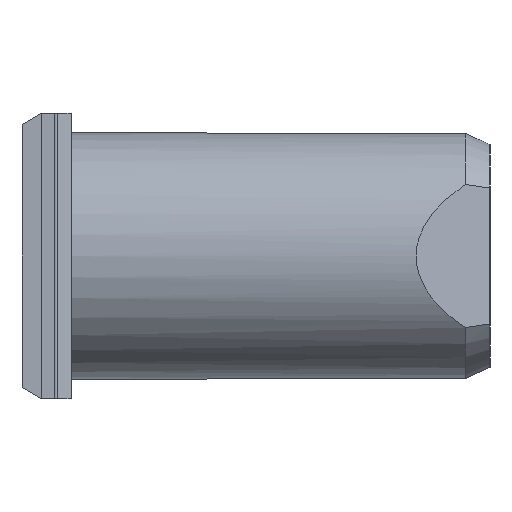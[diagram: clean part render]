
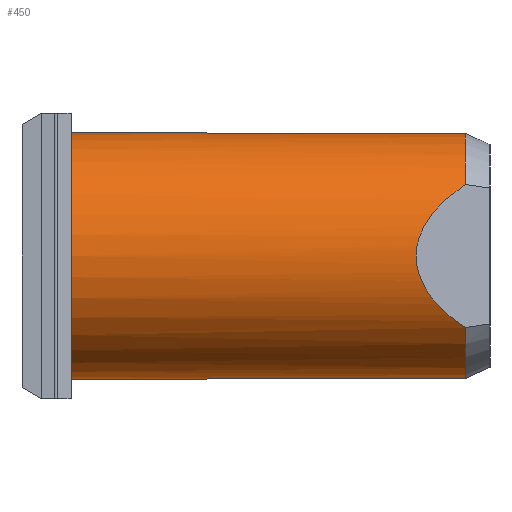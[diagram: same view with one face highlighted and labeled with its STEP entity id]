
A CAD part, left-side view. The second image highlights one B-rep face of the part: STEP entity #450.
In plain terms, the highlighted cylindrical face has radius 2.5 mm (diameter 5 mm), a full revolution.
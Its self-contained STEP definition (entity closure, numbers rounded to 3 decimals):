
#98=B_SPLINE_CURVE_WITH_KNOTS('',3,(#5132,#5133,#5134,#5135),.UNSPECIFIED.,
 .F.,.F.,(4,4),(0.,1.),.UNSPECIFIED.);
#99=B_SPLINE_CURVE_WITH_KNOTS('',3,(#5137,#5138,#5139,#5140),.UNSPECIFIED.,
 .F.,.F.,(4,4),(0.,1.),.UNSPECIFIED.);
#103=B_SPLINE_CURVE_WITH_KNOTS('',3,(#5169,#5170,#5171,#5172),.UNSPECIFIED.,
 .F.,.F.,(4,4),(0.,1.),.UNSPECIFIED.);
#104=B_SPLINE_CURVE_WITH_KNOTS('',3,(#5174,#5175,#5176,#5177),.UNSPECIFIED.,
 .F.,.F.,(4,4),(0.,1.),.UNSPECIFIED.);
#179=CYLINDRICAL_SURFACE('',#3630,2.5);
#288=FACE_BOUND('',#922,.T.);
#289=FACE_BOUND('',#923,.T.);
#450=ADVANCED_FACE('',(#288,#289),#179,.T.);
#922=EDGE_LOOP('',(#1475));
#923=EDGE_LOOP('',(#1476,#1477,#1478,#1479,#1480,#1481));
#1188=CIRCLE('',#3625,2.5);
#1189=CIRCLE('',#3627,2.5);
#1190=CIRCLE('',#3629,2.5);
#1475=ORIENTED_EDGE('',*,*,#2710,.T.);
#1476=ORIENTED_EDGE('',*,*,#2704,.F.);
#1477=ORIENTED_EDGE('',*,*,#2703,.F.);
#1478=ORIENTED_EDGE('',*,*,#2707,.F.);
#1479=ORIENTED_EDGE('',*,*,#2711,.F.);
#1480=ORIENTED_EDGE('',*,*,#2712,.F.);
#1481=ORIENTED_EDGE('',*,*,#2708,.T.);
#2351=VERTEX_POINT('',#5131);
#2352=VERTEX_POINT('',#5136);
#2353=VERTEX_POINT('',#5141);
#2354=VERTEX_POINT('',#5155);
#2355=VERTEX_POINT('',#5159);
#2356=VERTEX_POINT('',#5168);
#2357=VERTEX_POINT('',#5173);
#2703=EDGE_CURVE('',#2351,#2352,#98,.T.);
#2704=EDGE_CURVE('',#2352,#2353,#99,.T.);
#2707=EDGE_CURVE('',#2354,#2351,#1188,.T.);
#2708=EDGE_CURVE('',#2355,#2353,#1189,.T.);
#2710=EDGE_CURVE('',#2356,#2356,#1190,.T.);
#2711=EDGE_CURVE('',#2357,#2354,#103,.T.);
#2712=EDGE_CURVE('',#2355,#2357,#104,.T.);
#3625=AXIS2_PLACEMENT_3D('',#5156,#4132,#4133);
#3627=AXIS2_PLACEMENT_3D('',#5158,#4136,#4137);
#3629=AXIS2_PLACEMENT_3D('',#5167,#4140,#4141);
#3630=AXIS2_PLACEMENT_3D('',#5178,#4142,#4143);
#4132=DIRECTION('',(0.,-1.,0.));
#4133=DIRECTION('',(-0.813,0.,-0.582));
#4136=DIRECTION('',(0.,1.,0.));
#4137=DIRECTION('',(-0.813,0.,0.582));
#4140=DIRECTION('',(0.,-1.,0.));
#4141=DIRECTION('',(-1.,0.,0.));
#4142=DIRECTION('',(0.,-1.,0.));
#4143=DIRECTION('',(-1.,0.,0.));
#5131=CARTESIAN_POINT('',(-20.516,-8.,25.546));
#5132=CARTESIAN_POINT('',(-20.516,-8.,25.546));
#5133=CARTESIAN_POINT('',(-20.21,-7.342,25.975));
#5134=CARTESIAN_POINT('',(-20.05,-7.,26.497));
#5135=CARTESIAN_POINT('',(-20.05,-7.,27.));
#5136=CARTESIAN_POINT('',(-20.05,-7.,27.));
#5137=CARTESIAN_POINT('',(-20.05,-7.,27.));
#5138=CARTESIAN_POINT('',(-20.05,-7.,27.515));
#5139=CARTESIAN_POINT('',(-20.209,-7.341,28.024));
#5140=CARTESIAN_POINT('',(-20.516,-8.,28.454));
#5141=CARTESIAN_POINT('',(-20.516,-8.,28.454));
#5155=CARTESIAN_POINT('',(-24.584,-8.,25.546));
#5156=CARTESIAN_POINT('',(-22.55,-8.,27.));
#5158=CARTESIAN_POINT('',(-22.55,-8.,27.));
#5159=CARTESIAN_POINT('',(-24.584,-8.,28.454));
#5167=CARTESIAN_POINT('',(-22.55,0.,27.));
#5168=CARTESIAN_POINT('',(-25.05,0.,27.));
#5169=CARTESIAN_POINT('',(-25.05,-7.,27.));
#5170=CARTESIAN_POINT('',(-25.05,-7.,26.485));
#5171=CARTESIAN_POINT('',(-24.891,-7.341,25.976));
#5172=CARTESIAN_POINT('',(-24.584,-8.,25.546));
#5173=CARTESIAN_POINT('',(-25.05,-7.,27.));
#5174=CARTESIAN_POINT('',(-24.584,-8.,28.454));
#5175=CARTESIAN_POINT('',(-24.89,-7.342,28.025));
#5176=CARTESIAN_POINT('',(-25.05,-7.,27.503));
#5177=CARTESIAN_POINT('',(-25.05,-7.,27.));
#5178=CARTESIAN_POINT('',(-22.55,0.425,27.));
